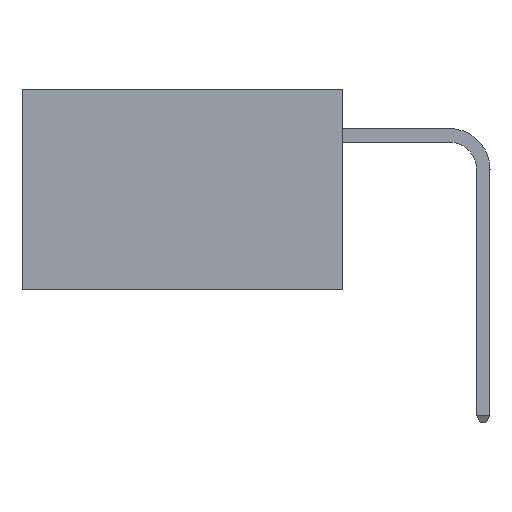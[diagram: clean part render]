
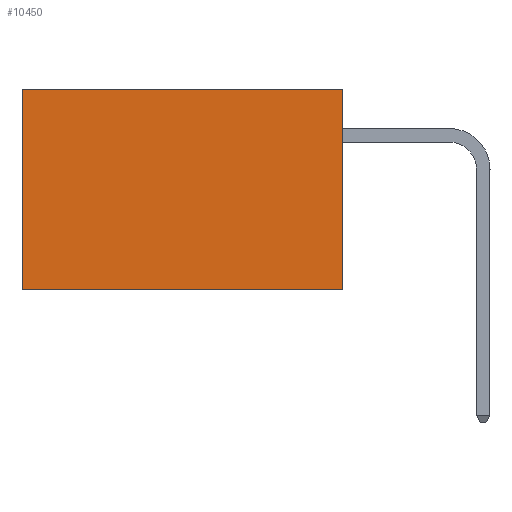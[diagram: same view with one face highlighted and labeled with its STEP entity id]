
A CAD part, left-side view. The second image highlights one B-rep face of the part: STEP entity #10450.
In plain terms, the highlighted planar face has unit normal (-1, 0, 0).
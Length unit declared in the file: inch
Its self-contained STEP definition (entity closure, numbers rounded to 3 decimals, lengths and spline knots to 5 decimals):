
#204 = CARTESIAN_POINT ( 'NONE',  ( 0.277, 0., 0. ) ) ;
#251 = VERTEX_POINT ( 'NONE', #15339 ) ;
#475 = FACE_OUTER_BOUND ( 'NONE', #4687, .T. ) ;
#1274 = VECTOR ( 'NONE', #1458, 39.37008 ) ;
#1276 = VECTOR ( 'NONE', #15506, 39.37008 ) ;
#1458 = DIRECTION ( 'NONE',  ( 0., 1., 0. ) ) ;
#1780 = DIRECTION ( 'NONE',  ( 1., 0., 0. ) ) ;
#2132 = VECTOR ( 'NONE', #18988, 39.37008 ) ;
#2182 = ORIENTED_EDGE ( 'NONE', *, *, #18898, .F. ) ;
#3358 = AXIS2_PLACEMENT_3D ( 'NONE', #10735, #1780, #12207 ) ;
#3536 = CARTESIAN_POINT ( 'NONE',  ( 0.277, 0., -0.37 ) ) ;
#3622 = CARTESIAN_POINT ( 'NONE',  ( 0.277, 0., -0.37 ) ) ;
#4687 = EDGE_LOOP ( 'NONE', ( #16131, #2182, #17928, #14985 ) ) ;
#5737 = LINE ( 'NONE', #5878, #1274 ) ;
#5878 = CARTESIAN_POINT ( 'NONE',  ( 0.277, 0., 0. ) ) ;
#6839 = CARTESIAN_POINT ( 'NONE',  ( 0.277, 0.59, 0. ) ) ;
#7206 = CARTESIAN_POINT ( 'NONE',  ( 0.277, 0., -0.37 ) ) ;
#7807 = VERTEX_POINT ( 'NONE', #6839 ) ;
#9160 = CARTESIAN_POINT ( 'NONE',  ( 0.277, 0.59, -0.37 ) ) ;
#10088 = LINE ( 'NONE', #7206, #2132 ) ;
#10194 = VERTEX_POINT ( 'NONE', #3536 ) ;
#10419 = VERTEX_POINT ( 'NONE', #204 ) ;
#10450 = ADVANCED_FACE ( 'NONE', ( #475 ), #13628, .F. ) ;
#10676 = DIRECTION ( 'NONE',  ( 0., 0., -1. ) ) ;
#10726 = LINE ( 'NONE', #9160, #18037 ) ;
#10735 = CARTESIAN_POINT ( 'NONE',  ( 0.277, 0., -0.37 ) ) ;
#12207 = DIRECTION ( 'NONE',  ( 0., 0., -1. ) ) ;
#13628 = PLANE ( 'NONE',  #3358 ) ;
#14112 = EDGE_CURVE ( 'NONE', #10419, #7807, #5737, .T. ) ;
#14706 = EDGE_CURVE ( 'NONE', #10419, #10194, #10088, .T. ) ;
#14985 = ORIENTED_EDGE ( 'NONE', *, *, #14112, .T. ) ;
#15339 = CARTESIAN_POINT ( 'NONE',  ( 0.277, 0.59, -0.37 ) ) ;
#15506 = DIRECTION ( 'NONE',  ( 0., 1., 0. ) ) ;
#15711 = LINE ( 'NONE', #3622, #1276 ) ;
#16131 = ORIENTED_EDGE ( 'NONE', *, *, #16154, .T. ) ;
#16154 = EDGE_CURVE ( 'NONE', #7807, #251, #10726, .T. ) ;
#17928 = ORIENTED_EDGE ( 'NONE', *, *, #14706, .F. ) ;
#18037 = VECTOR ( 'NONE', #10676, 39.37008 ) ;
#18898 = EDGE_CURVE ( 'NONE', #10194, #251, #15711, .T. ) ;
#18988 = DIRECTION ( 'NONE',  ( 0., 0., -1. ) ) ;
